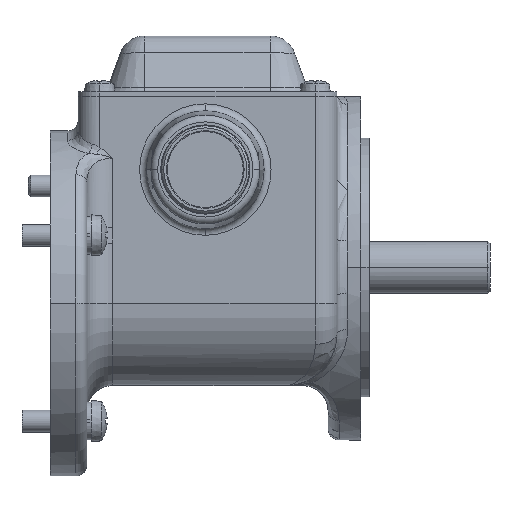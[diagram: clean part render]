
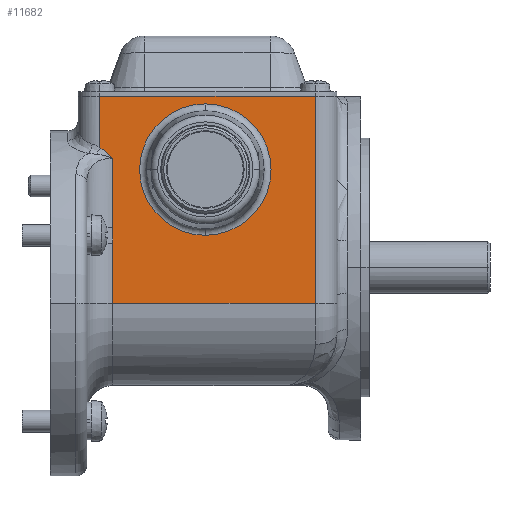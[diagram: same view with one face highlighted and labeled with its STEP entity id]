
A CAD part, top view. The second image highlights one B-rep face of the part: STEP entity #11682.
In plain terms, the highlighted planar face has unit normal (0, 0, 1).
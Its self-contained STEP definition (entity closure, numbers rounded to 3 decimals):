
#158 = VERTEX_POINT ( 'NONE', #962 ) ;
#162 = VERTEX_POINT ( 'NONE', #966 ) ;
#163 = VERTEX_POINT ( 'NONE', #967 ) ;
#633 = VERTEX_POINT ( 'NONE', #19392 ) ;
#962 = CARTESIAN_POINT ( 'NONE',  ( -52., 17.542, 19. ) ) ;
#966 = CARTESIAN_POINT ( 'NONE',  ( -52., 13.958, 19. ) ) ;
#967 = CARTESIAN_POINT ( 'NONE',  ( -52., 0., 19. ) ) ;
#1752 = EDGE_LOOP ( 'NONE', ( #12620, #18724 ) ) ;
#1758 = EDGE_LOOP ( 'NONE', ( #18727, #18538, #18722, #12596, #12625, #18716, #18704, #18721 ) ) ;
#2387 = FACE_BOUND ( 'NONE', #1752, .T. ) ;
#2394 = FACE_OUTER_BOUND ( 'NONE', #1758, .T. ) ;
#2616 = CARTESIAN_POINT ( 'NONE',  ( -5., 48.5, 19. ) ) ;
#2617 = DIRECTION ( 'NONE',  ( 0., 1., 0. ) ) ;
#2694 = CARTESIAN_POINT ( 'NONE',  ( -52., 48.5, 19. ) ) ;
#2701 = DIRECTION ( 'NONE',  ( 0., -1., 0. ) ) ;
#2829 = CARTESIAN_POINT ( 'NONE',  ( -55., 48., 19. ) ) ;
#2830 = DIRECTION ( 'NONE',  ( 1., 0., 0. ) ) ;
#3011 = CARTESIAN_POINT ( 'NONE',  ( -30.5, 31., 19. ) ) ;
#3012 = DIRECTION ( 'NONE',  ( 0., 0., -1. ) ) ;
#3013 = DIRECTION ( 'NONE',  ( 0., -1., 0. ) ) ;
#3036 = CARTESIAN_POINT ( 'NONE',  ( -54.413, 35.75, 19. ) ) ;
#3037 = CARTESIAN_POINT ( 'NONE',  ( -53.871, 35.416, 19. ) ) ;
#3041 = CARTESIAN_POINT ( 'NONE',  ( -55., 36.014, 19. ) ) ;
#3042 = CARTESIAN_POINT ( 'NONE',  ( -53.121, 34.823, 19. ) ) ;
#3043 = CARTESIAN_POINT ( 'NONE',  ( -52.88, 34.609, 19. ) ) ;
#3044 = CARTESIAN_POINT ( 'NONE',  ( -52.537, 34.271, 19. ) ) ;
#3045 = CARTESIAN_POINT ( 'NONE',  ( -52.426, 34.156, 19. ) ) ;
#3046 = CARTESIAN_POINT ( 'NONE',  ( -52.209, 33.919, 19. ) ) ;
#3047 = CARTESIAN_POINT ( 'NONE',  ( -52.102, 33.797, 19. ) ) ;
#3048 = CARTESIAN_POINT ( 'NONE',  ( -52., 33.675, 19. ) ) ;
#3055 = CARTESIAN_POINT ( 'NONE',  ( -52., 17.542, 19. ) ) ;
#3056 = CARTESIAN_POINT ( 'NONE',  ( -52., 16.945, 19. ) ) ;
#3060 = CARTESIAN_POINT ( 'NONE',  ( -52.032, 16.348, 19. ) ) ;
#3061 = CARTESIAN_POINT ( 'NONE',  ( -52.032, 15.153, 19. ) ) ;
#3062 = CARTESIAN_POINT ( 'NONE',  ( -52., 14.555, 19. ) ) ;
#3063 = CARTESIAN_POINT ( 'NONE',  ( -52., 13.958, 19. ) ) ;
#3414 = EDGE_CURVE ( 'NONE', #163, #633, #14222, .T. ) ;
#3595 = EDGE_CURVE ( 'NONE', #8840, #8839, #7923, .T. ) ;
#3605 = EDGE_CURVE ( 'NONE', #17808, #17803, #8351, .T. ) ;
#3609 = EDGE_CURVE ( 'NONE', #158, #162, #8352, .T. ) ;
#3645 = EDGE_CURVE ( 'NONE', #162, #163, #7982, .T. ) ;
#3691 = EDGE_CURVE ( 'NONE', #17809, #17806, #8045, .T. ) ;
#3755 = EDGE_CURVE ( 'NONE', #17803, #158, #8143, .T. ) ;
#3855 = EDGE_CURVE ( 'NONE', #633, #17806, #8298, .T. ) ;
#4163 = CARTESIAN_POINT ( 'NONE',  ( -60., 48.5, 19. ) ) ;
#4164 = PLANE ( 'NONE',  #12091 ) ;
#4169 = DIRECTION ( 'NONE',  ( 0., 0., 1. ) ) ;
#4170 = DIRECTION ( 'NONE',  ( 0., -1., 0. ) ) ;
#4824 = CARTESIAN_POINT ( 'NONE',  ( -30.5, 31., 19. ) ) ;
#4825 = DIRECTION ( 'NONE',  ( 0., 0., -1. ) ) ;
#4826 = DIRECTION ( 'NONE',  ( 0., -1., 0. ) ) ;
#5890 = CARTESIAN_POINT ( 'NONE',  ( -52., 48.5, 19. ) ) ;
#5897 = DIRECTION ( 'NONE',  ( 0., -1., 0. ) ) ;
#7368 = LINE ( 'NONE', #9553, #7370 ) ;
#7370 = VECTOR ( 'NONE', #9557, 1000. ) ;
#7469 = CIRCLE ( 'NONE', #11846, 15.235 ) ;
#7923 = CIRCLE ( 'NONE', #15382, 15.235 ) ;
#7982 = LINE ( 'NONE', #2694, #7984 ) ;
#7984 = VECTOR ( 'NONE', #2701, 1000. ) ;
#8045 = LINE ( 'NONE', #2829, #8049 ) ;
#8049 = VECTOR ( 'NONE', #2830, 1000. ) ;
#8143 = LINE ( 'NONE', #5890, #8150 ) ;
#8150 = VECTOR ( 'NONE', #5897, 1000. ) ;
#8298 = LINE ( 'NONE', #2616, #8301 ) ;
#8301 = VECTOR ( 'NONE', #2617, 1000. ) ;
#8351 = B_SPLINE_CURVE_WITH_KNOTS ( 'NONE', 3,
 ( #3041, #3036, #3037, #3042, #3043, #3044, #3045, #3046, #3047, #3048 ),
 .UNSPECIFIED., .F., .F.,
 ( 4, 2, 2, 2, 4 ),
 ( 0., 0.002, 0.003, 0.003, 0.004 ),
 .UNSPECIFIED. ) ;
#8352 = B_SPLINE_CURVE_WITH_KNOTS ( 'NONE', 3,
 ( #3055, #3056, #3060, #3061, #3062, #3063 ),
 .UNSPECIFIED., .F., .F.,
 ( 4, 2, 4 ),
 ( 0., 0.002, 0.004 ),
 .UNSPECIFIED. ) ;
#8462 = CARTESIAN_POINT ( 'NONE',  ( -30.5, 15.765, 19. ) ) ;
#8463 = CARTESIAN_POINT ( 'NONE',  ( -30.5, 46.235, 19. ) ) ;
#8839 = VERTEX_POINT ( 'NONE', #8462 ) ;
#8840 = VERTEX_POINT ( 'NONE', #8463 ) ;
#9553 = CARTESIAN_POINT ( 'NONE',  ( -55., 35.199, 19. ) ) ;
#9557 = DIRECTION ( 'NONE',  ( 0., -1., 0. ) ) ;
#11682 = ADVANCED_FACE ( 'NONE', ( #2387, #2394 ), #4164, .T. ) ;
#11846 = AXIS2_PLACEMENT_3D ( 'NONE', #4824, #4825, #4826 ) ;
#12091 = AXIS2_PLACEMENT_3D ( 'NONE', #4163, #4169, #4170 ) ;
#12596 = ORIENTED_EDGE ( 'NONE', *, *, #3605, .T. ) ;
#12620 = ORIENTED_EDGE ( 'NONE', *, *, #16015, .T. ) ;
#12625 = ORIENTED_EDGE ( 'NONE', *, *, #3755, .T. ) ;
#14222 = LINE ( 'NONE', #18165, #14225 ) ;
#14225 = VECTOR ( 'NONE', #18153, 1000. ) ;
#15382 = AXIS2_PLACEMENT_3D ( 'NONE', #3011, #3012, #3013 ) ;
#15625 = EDGE_CURVE ( 'NONE', #17809, #17808, #7368, .T. ) ;
#16015 = EDGE_CURVE ( 'NONE', #8839, #8840, #7469, .T. ) ;
#16756 = CARTESIAN_POINT ( 'NONE',  ( -55., 36.014, 19. ) ) ;
#16759 = CARTESIAN_POINT ( 'NONE',  ( -52., 33.675, 19. ) ) ;
#16761 = CARTESIAN_POINT ( 'NONE',  ( -5., 48., 19. ) ) ;
#16763 = CARTESIAN_POINT ( 'NONE',  ( -55., 48., 19. ) ) ;
#17803 = VERTEX_POINT ( 'NONE', #16759 ) ;
#17806 = VERTEX_POINT ( 'NONE', #16761 ) ;
#17808 = VERTEX_POINT ( 'NONE', #16756 ) ;
#17809 = VERTEX_POINT ( 'NONE', #16763 ) ;
#18153 = DIRECTION ( 'NONE',  ( 1., 0., 0. ) ) ;
#18165 = CARTESIAN_POINT ( 'NONE',  ( -60., 0., 19. ) ) ;
#18538 = ORIENTED_EDGE ( 'NONE', *, *, #3691, .F. ) ;
#18704 = ORIENTED_EDGE ( 'NONE', *, *, #3645, .T. ) ;
#18716 = ORIENTED_EDGE ( 'NONE', *, *, #3609, .T. ) ;
#18721 = ORIENTED_EDGE ( 'NONE', *, *, #3414, .T. ) ;
#18722 = ORIENTED_EDGE ( 'NONE', *, *, #15625, .T. ) ;
#18724 = ORIENTED_EDGE ( 'NONE', *, *, #3595, .T. ) ;
#18727 = ORIENTED_EDGE ( 'NONE', *, *, #3855, .T. ) ;
#19392 = CARTESIAN_POINT ( 'NONE',  ( -5., 0., 19. ) ) ;
